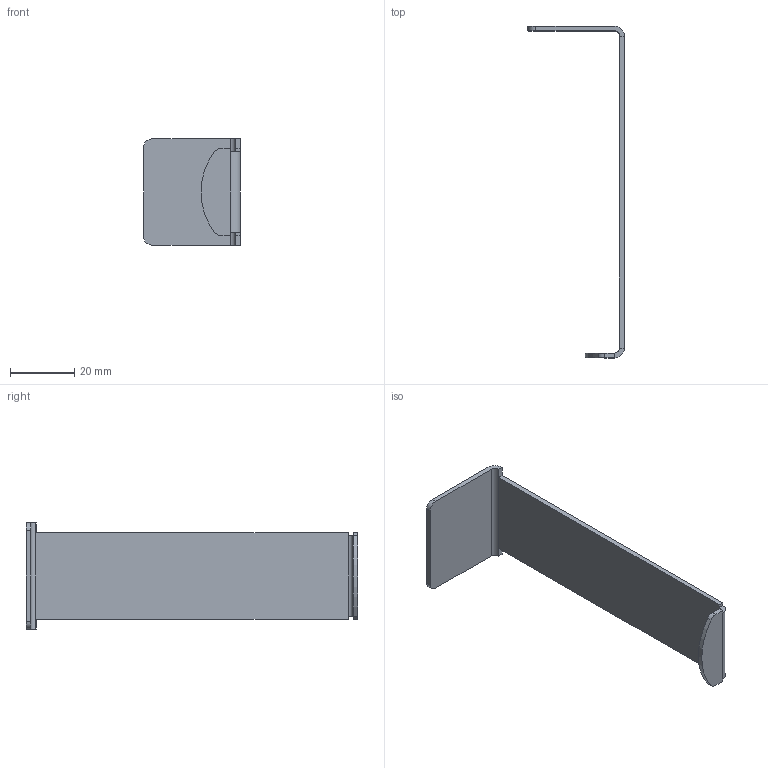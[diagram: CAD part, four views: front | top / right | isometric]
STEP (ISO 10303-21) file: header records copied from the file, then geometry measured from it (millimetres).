
FILE_DESCRIPTION(/* description */ (''),/* implementation_level */ '2;1');
FILE_NAME(/* name */ 'C04H030050-spool-holder-002.stp',/* time_stamp */ '2014-12-22T15:05:01+01:00',/* author */ ('MARCHA TECHNOLOGY'),/* organization */ (''),/* preprocessor_version */ 'ST-DEVELOPER v15.6',/* originating_system */ 'Autodesk Inventor 2015',/* authorisation */ '');
FILE_SCHEMA (('CONFIG_CONTROL_DESIGN'));
Length unit declared in the file: millimetre
Products named in the file (1): C04H030050-spool-holder-002
Bounding box: 30 x 103.2 x 33 mm (x, y, z)
Volume: 5886.1 mm3; surface area: 8359.5 mm2
Topology: 1 solids, 1 shells, 30 faces, 76 edges, 48 vertices
Faces by surface type: plane 21, cylinder 9
Entity records: 918 total; most frequent: DIRECTION 156, CARTESIAN_POINT 155, ORIENTED_EDGE 152, EDGE_CURVE 76, LINE 58, VECTOR 58, AXIS2_PLACEMENT_3D 49, VERTEX_POINT 48
